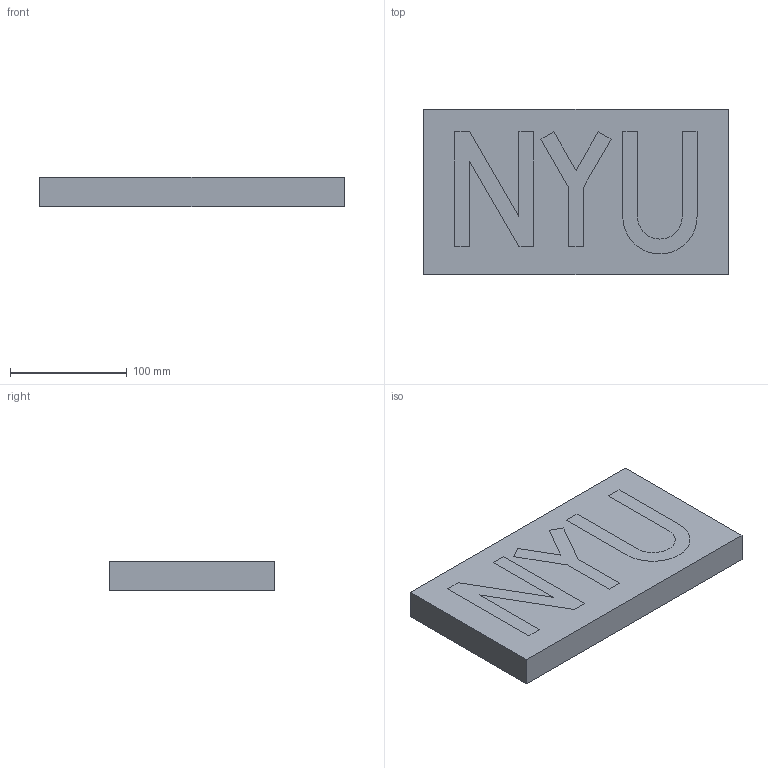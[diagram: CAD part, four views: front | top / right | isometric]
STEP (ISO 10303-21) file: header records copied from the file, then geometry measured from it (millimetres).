
FILE_DESCRIPTION(/* description */ ('STEP AP242','CAx-IF Rec.Pracs.---Representation and Presentation of Product Manufacturing Information (PMI)---4.0---2014-10-13','CAx-IF Rec.Pracs.---3D Tessellated Geometry---0.4---2014-09-14','2;1'),/* implementation_level */ '2;1');
FILE_NAME(/* name */ '672abb7e533cb66f944fdaf2',/* time_stamp */ '2024-11-06T00:42:38Z',/* author */ (''),/* organization */ (''),/* preprocessor_version */ 'ST-DEVELOPER v20',/* originating_system */ 'ONSHAPE BY PTC INC, 1.189',/* authorisation */ ' ');
FILE_SCHEMA (('AP242_MANAGED_MODEL_BASED_3D_ENGINEERING_MIM_LF { 1 0 10303 442 1 1 4 }'));
Length unit declared in the file: millimetre
Products named in the file (4): Part 3; Part 2; Part 1; Part 4
Bounding box: 260.35 x 141.17 x 25.4 mm (x, y, z)
Surface area: 144651.6 mm2
Topology: 4 solids, 4 shells, 39 faces, 93 edges, 62 vertices
Faces by surface type: plane 37, cylinder 2
Entity records: 1486 total; most frequent: CARTESIAN_POINT 198, ORIENTED_EDGE 186, DIRECTION 183, EDGE_CURVE 93, LINE 89, VECTOR 89, VERTEX_POINT 62, AXIS2_PLACEMENT_3D 47
